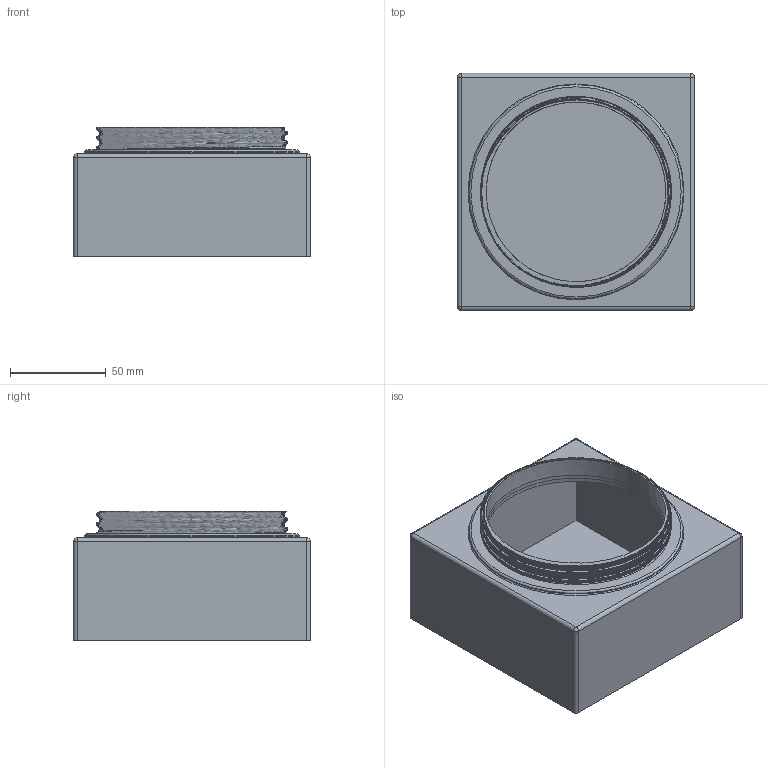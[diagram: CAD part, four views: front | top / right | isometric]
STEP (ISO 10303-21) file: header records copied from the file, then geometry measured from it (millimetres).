
FILE_DESCRIPTION(('FreeCAD Model'),'2;1');
FILE_NAME('Open CASCADE Shape Model','2023-04-03T10:49:39',(''),(''), 'Open CASCADE STEP processor 7.5','FreeCAD','Unknown');
FILE_SCHEMA(('AUTOMOTIVE_DESIGN { 1 0 10303 214 1 1 1 1 }'));
Length unit declared in the file: millimetre
Products named in the file (1): tarro
Bounding box: 124 x 124 x 68 mm (x, y, z)
Volume: 104958.6 mm3; surface area: 105800.7 mm2
Topology: 1 solids, 1 shells, 41 faces, 88 edges, 50 vertices
Faces by surface type: cylinder 15, plane 15, sphere 4, torus 3, cone 3, bspline 1
Full cylindrical faces by diameter (mm): 94 x3, 108 x1, 112 x1
Entity records: 9707 total; most frequent: CARTESIAN_POINT 8007, DIRECTION 303, ORIENTED_EDGE 168, PCURVE 168, DEFINITIONAL_REPRESENTATION 168, LINE 146, VECTOR 146, EDGE_CURVE 84
